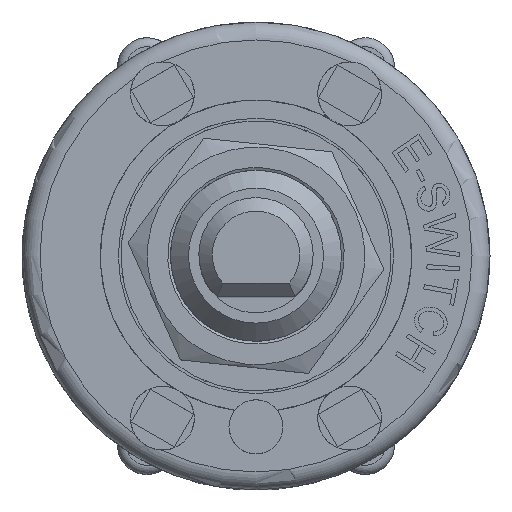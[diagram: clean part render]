
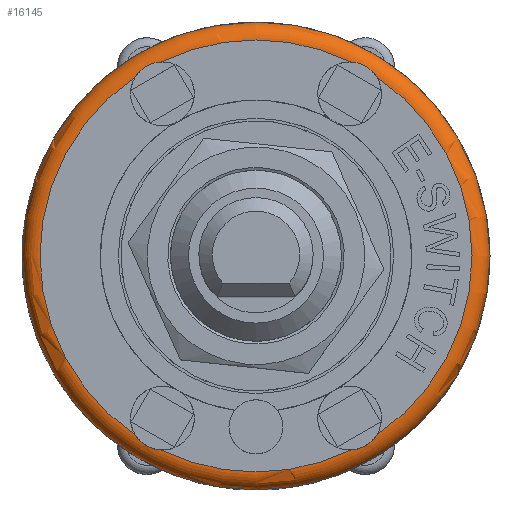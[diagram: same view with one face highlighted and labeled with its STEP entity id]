
A CAD part, top view. The second image highlights one B-rep face of the part: STEP entity #16145.
In plain terms, the highlighted toroidal (fillet/blend) face has major radius 12 mm and minor radius 1 mm.
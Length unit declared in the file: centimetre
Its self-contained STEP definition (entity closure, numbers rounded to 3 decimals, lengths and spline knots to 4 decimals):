
#26=TOROIDAL_SURFACE('',#17091,1.2,0.1);
#556=B_SPLINE_CURVE_WITH_KNOTS('',3,(#27746,#27747,#27748,#27749,#27750,
#27751,#27752,#27753,#27754,#27755,#27756,#27757),.UNSPECIFIED.,.F.,.F.,
(4,2,2,2,2,4),(-0.2692,-0.2446,-0.216,
-0.1921,-0.1645,-0.1357),.UNSPECIFIED.);
#557=B_SPLINE_CURVE_WITH_KNOTS('',3,(#27769,#27770,#27771,#27772,#27773,
#27774,#27775,#27776,#27777,#27778,#27779,#27780),.UNSPECIFIED.,.F.,.F.,
(4,2,2,2,2,4),(-0.2692,-0.2446,-0.216,
-0.1921,-0.1645,-0.1357),.UNSPECIFIED.);
#558=B_SPLINE_CURVE_WITH_KNOTS('',3,(#27797,#27798,#27799,#27800,#27801,
#27802,#27803,#27804,#27805,#27806,#27807,#27808),.UNSPECIFIED.,.F.,.F.,
(4,2,2,2,2,4),(-0.2692,-0.2446,-0.216,
-0.1921,-0.1645,-0.1357),.UNSPECIFIED.);
#559=B_SPLINE_CURVE_WITH_KNOTS('',3,(#27830,#27831,#27832,#27833,#27834,
#27835,#27836,#27837,#27838,#27839,#27840,#27841),.UNSPECIFIED.,.F.,.F.,
(4,2,2,2,2,4),(-0.2692,-0.2446,-0.216,
-0.1921,-0.1645,-0.1357),.UNSPECIFIED.);
#1589=FACE_OUTER_BOUND('',#2532,.T.);
#2532=EDGE_LOOP('',(#14466,#14467,#14468,#14469,#14470,#14471,#14472,#14473,
#14474,#14475,#14476,#14477));
#2814=CIRCLE('',#17044,1.3);
#2841=CIRCLE('',#17092,0.1);
#2842=CIRCLE('',#17093,1.2);
#2843=CIRCLE('',#17094,1.2);
#2844=CIRCLE('',#17095,1.2);
#2845=CIRCLE('',#17096,1.2);
#2846=CIRCLE('',#17097,1.2);
#7729=VERTEX_POINT('',#27708);
#7737=VERTEX_POINT('',#27744);
#7738=VERTEX_POINT('',#27745);
#7741=VERTEX_POINT('',#27767);
#7742=VERTEX_POINT('',#27768);
#7747=VERTEX_POINT('',#27795);
#7748=VERTEX_POINT('',#27796);
#7755=VERTEX_POINT('',#27828);
#7756=VERTEX_POINT('',#27829);
#7759=VERTEX_POINT('',#27851);
#10010=EDGE_CURVE('',#7729,#7729,#2814,.T.);
#10028=EDGE_CURVE('',#7737,#7738,#556,.T.);
#10034=EDGE_CURVE('',#7741,#7742,#557,.T.);
#10042=EDGE_CURVE('',#7747,#7748,#558,.T.);
#10052=EDGE_CURVE('',#7755,#7756,#559,.T.);
#10058=EDGE_CURVE('',#7729,#7759,#2841,.T.);
#10059=EDGE_CURVE('',#7759,#7747,#2842,.T.);
#10060=EDGE_CURVE('',#7748,#7741,#2843,.T.);
#10061=EDGE_CURVE('',#7742,#7737,#2844,.T.);
#10062=EDGE_CURVE('',#7738,#7755,#2845,.T.);
#10063=EDGE_CURVE('',#7756,#7759,#2846,.T.);
#14466=ORIENTED_EDGE('',*,*,#10010,.T.);
#14467=ORIENTED_EDGE('',*,*,#10058,.T.);
#14468=ORIENTED_EDGE('',*,*,#10059,.T.);
#14469=ORIENTED_EDGE('',*,*,#10042,.T.);
#14470=ORIENTED_EDGE('',*,*,#10060,.T.);
#14471=ORIENTED_EDGE('',*,*,#10034,.T.);
#14472=ORIENTED_EDGE('',*,*,#10061,.T.);
#14473=ORIENTED_EDGE('',*,*,#10028,.T.);
#14474=ORIENTED_EDGE('',*,*,#10062,.T.);
#14475=ORIENTED_EDGE('',*,*,#10052,.T.);
#14476=ORIENTED_EDGE('',*,*,#10063,.T.);
#14477=ORIENTED_EDGE('',*,*,#10058,.F.);
#16145=ADVANCED_FACE('',(#1589),#26,.T.);
#17044=AXIS2_PLACEMENT_3D('',#27709,#20486,#20487);
#17091=AXIS2_PLACEMENT_3D('',#27850,#20597,#20598);
#17092=AXIS2_PLACEMENT_3D('',#27852,#20599,#20600);
#17093=AXIS2_PLACEMENT_3D('',#27853,#20601,#20602);
#17094=AXIS2_PLACEMENT_3D('',#27854,#20603,#20604);
#17095=AXIS2_PLACEMENT_3D('',#27855,#20605,#20606);
#17096=AXIS2_PLACEMENT_3D('',#27856,#20607,#20608);
#17097=AXIS2_PLACEMENT_3D('',#27857,#20609,#20610);
#20486=DIRECTION('center_axis',(0.,0.,1.));
#20487=DIRECTION('ref_axis',(-1.,0.,0.));
#20597=DIRECTION('center_axis',(0.,0.,-1.));
#20598=DIRECTION('ref_axis',(-1.,0.,0.));
#20599=DIRECTION('center_axis',(0.,-1.,0.));
#20600=DIRECTION('ref_axis',(1.,0.,0.));
#20601=DIRECTION('center_axis',(0.,0.,-1.));
#20602=DIRECTION('ref_axis',(-1.,0.,0.));
#20603=DIRECTION('center_axis',(0.,0.,-1.));
#20604=DIRECTION('ref_axis',(-1.,0.,0.));
#20605=DIRECTION('center_axis',(0.,0.,-1.));
#20606=DIRECTION('ref_axis',(-1.,0.,0.));
#20607=DIRECTION('center_axis',(0.,0.,-1.));
#20608=DIRECTION('ref_axis',(-1.,0.,0.));
#20609=DIRECTION('center_axis',(0.,0.,-1.));
#20610=DIRECTION('ref_axis',(-1.,0.,0.));
#27708=CARTESIAN_POINT('',(1.3,0.,0.95));
#27709=CARTESIAN_POINT('Origin',(0.,0.,0.95));
#27744=CARTESIAN_POINT('',(-0.67,0.9955,1.05));
#27745=CARTESIAN_POINT('',(-0.5271,1.078,1.05));
#27746=CARTESIAN_POINT('Ctrl Pts',(-0.67,0.9955,
1.05));
#27747=CARTESIAN_POINT('Ctrl Pts',(-0.6646,1.0041,
1.05));
#27748=CARTESIAN_POINT('Ctrl Pts',(-0.6583,1.0124,
1.0498));
#27749=CARTESIAN_POINT('Ctrl Pts',(-0.6428,1.0294,
1.0491));
#27750=CARTESIAN_POINT('Ctrl Pts',(-0.6335,1.0377,
1.0488));
#27751=CARTESIAN_POINT('Ctrl Pts',(-0.615,1.051,1.0484));
#27752=CARTESIAN_POINT('Ctrl Pts',(-0.6061,1.0563,
1.0484));
#27753=CARTESIAN_POINT('Ctrl Pts',(-0.5859,1.0659,1.0487));
#27754=CARTESIAN_POINT('Ctrl Pts',(-0.5747,1.07,1.049));
#27755=CARTESIAN_POINT('Ctrl Pts',(-0.551,1.0759,1.0497));
#27756=CARTESIAN_POINT('Ctrl Pts',(-0.539,1.0775,
1.05));
#27757=CARTESIAN_POINT('Ctrl Pts',(-0.5271,1.078,
1.05));
#27767=CARTESIAN_POINT('',(-0.5271,-1.078,1.05));
#27768=CARTESIAN_POINT('',(-0.67,-0.9955,1.05));
#27769=CARTESIAN_POINT('Ctrl Pts',(-0.5271,-1.078,
1.05));
#27770=CARTESIAN_POINT('Ctrl Pts',(-0.5373,-1.0776,
1.05));
#27771=CARTESIAN_POINT('Ctrl Pts',(-0.5476,-1.0763,
1.0498));
#27772=CARTESIAN_POINT('Ctrl Pts',(-0.5701,-1.0714,1.0491));
#27773=CARTESIAN_POINT('Ctrl Pts',(-0.5819,-1.0675,
1.0488));
#27774=CARTESIAN_POINT('Ctrl Pts',(-0.6027,-1.0581,
1.0484));
#27775=CARTESIAN_POINT('Ctrl Pts',(-0.6117,-1.053,
1.0484));
#27776=CARTESIAN_POINT('Ctrl Pts',(-0.6301,-1.0404,
1.0487));
#27777=CARTESIAN_POINT('Ctrl Pts',(-0.6393,-1.0327,
1.049));
#27778=CARTESIAN_POINT('Ctrl Pts',(-0.6562,-1.0151,
1.0497));
#27779=CARTESIAN_POINT('Ctrl Pts',(-0.6637,-1.0055,
1.05));
#27780=CARTESIAN_POINT('Ctrl Pts',(-0.67,-0.9955,
1.05));
#27795=CARTESIAN_POINT('',(0.67,-0.9955,1.05));
#27796=CARTESIAN_POINT('',(0.5271,-1.078,1.05));
#27797=CARTESIAN_POINT('Ctrl Pts',(0.67,-0.9955,
1.05));
#27798=CARTESIAN_POINT('Ctrl Pts',(0.6646,-1.0041,
1.05));
#27799=CARTESIAN_POINT('Ctrl Pts',(0.6583,-1.0124,
1.0498));
#27800=CARTESIAN_POINT('Ctrl Pts',(0.6428,-1.0294,
1.0491));
#27801=CARTESIAN_POINT('Ctrl Pts',(0.6335,-1.0377,
1.0488));
#27802=CARTESIAN_POINT('Ctrl Pts',(0.615,-1.051,
1.0484));
#27803=CARTESIAN_POINT('Ctrl Pts',(0.6061,-1.0563,
1.0484));
#27804=CARTESIAN_POINT('Ctrl Pts',(0.5859,-1.0659,1.0487));
#27805=CARTESIAN_POINT('Ctrl Pts',(0.5747,-1.07,1.049));
#27806=CARTESIAN_POINT('Ctrl Pts',(0.551,-1.0759,
1.0497));
#27807=CARTESIAN_POINT('Ctrl Pts',(0.539,-1.0775,
1.05));
#27808=CARTESIAN_POINT('Ctrl Pts',(0.5271,-1.078,
1.05));
#27828=CARTESIAN_POINT('',(0.5271,1.078,1.05));
#27829=CARTESIAN_POINT('',(0.67,0.9955,1.05));
#27830=CARTESIAN_POINT('Ctrl Pts',(0.5271,1.078,1.05));
#27831=CARTESIAN_POINT('Ctrl Pts',(0.5373,1.0776,1.05));
#27832=CARTESIAN_POINT('Ctrl Pts',(0.5476,1.0763,1.0498));
#27833=CARTESIAN_POINT('Ctrl Pts',(0.5701,1.0714,1.0491));
#27834=CARTESIAN_POINT('Ctrl Pts',(0.5819,1.0675,1.0488));
#27835=CARTESIAN_POINT('Ctrl Pts',(0.6027,1.0581,1.0484));
#27836=CARTESIAN_POINT('Ctrl Pts',(0.6117,1.053,1.0484));
#27837=CARTESIAN_POINT('Ctrl Pts',(0.6301,1.0404,1.0487));
#27838=CARTESIAN_POINT('Ctrl Pts',(0.6393,1.0327,1.049));
#27839=CARTESIAN_POINT('Ctrl Pts',(0.6562,1.0151,1.0497));
#27840=CARTESIAN_POINT('Ctrl Pts',(0.6637,1.0055,1.05));
#27841=CARTESIAN_POINT('Ctrl Pts',(0.67,0.9955,
1.05));
#27850=CARTESIAN_POINT('Origin',(0.,0.,0.95));
#27851=CARTESIAN_POINT('',(1.2,0.,1.05));
#27852=CARTESIAN_POINT('Origin',(1.2,0.,0.95));
#27853=CARTESIAN_POINT('Origin',(0.,0.,1.05));
#27854=CARTESIAN_POINT('Origin',(0.,0.,1.05));
#27855=CARTESIAN_POINT('Origin',(0.,0.,1.05));
#27856=CARTESIAN_POINT('Origin',(0.,0.,1.05));
#27857=CARTESIAN_POINT('Origin',(0.,0.,1.05));
